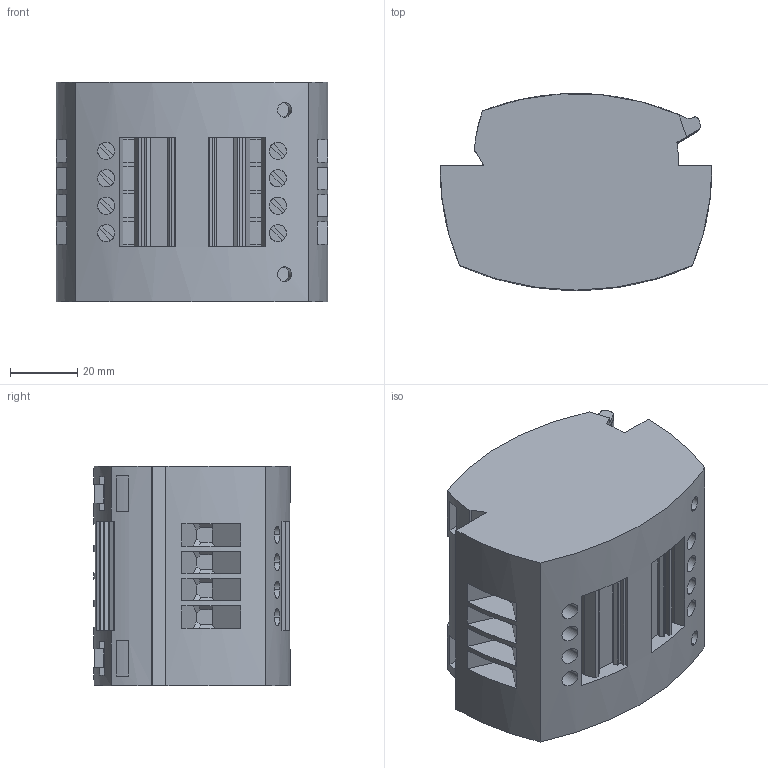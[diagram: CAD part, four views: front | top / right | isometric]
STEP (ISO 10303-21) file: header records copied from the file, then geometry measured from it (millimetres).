
FILE_DESCRIPTION(('SolidDesigner STEP Export'),'2;1');
FILE_NAME('3069047_UTWE_6_3_1-select.stp','2015-02-09T10:58:48',(''),(''),'Creo Elements/Direct Modeling STEP processor for AP214 (Solid Model)','Creo Elements/Direct Modeling 18.1B 29-Sep-2012 (C) Parametric Technology GmbH','');
FILE_SCHEMA(('AUTOMOTIVE_DESIGN { 1 0 10303 214 1 1 1 1 }'));
Length unit declared in the file: millimetre
Products named in the file (1): 3069047_UTWE_6_3_1-select
Bounding box: 80.86 x 58.5 x 65.2 mm (x, y, z)
Volume: 224187.9 mm3; surface area: 34705.3 mm2
Topology: 1 solids, 1 shells, 450 faces, 1221 edges, 803 vertices
Faces by surface type: plane 406, cylinder 44
Entity records: 22095 total; most frequent: CARTESIAN_POINT 7183, ORIENTED_EDGE 2442, DIRECTION 2161, EDGE_CURVE 1221, VECTOR 997, LINE 997, VERTEX_POINT 803, AXIS2_PLACEMENT_3D 582
